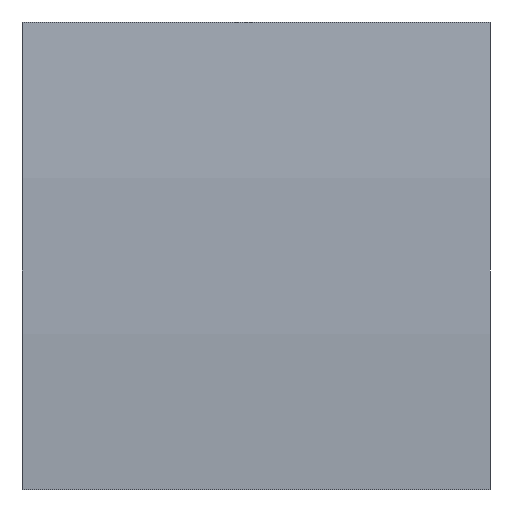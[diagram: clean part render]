
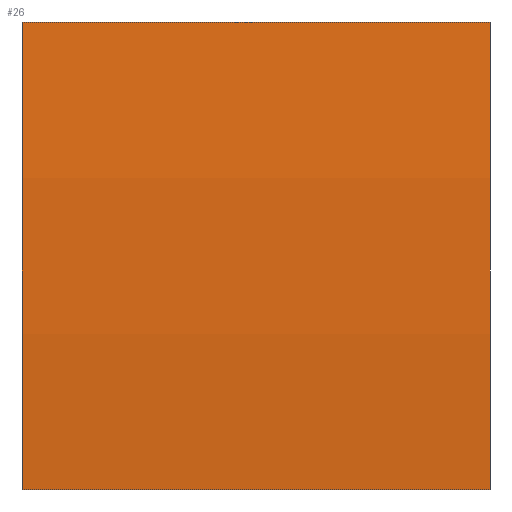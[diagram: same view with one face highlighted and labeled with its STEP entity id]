
A CAD part, top view. The second image highlights one B-rep face of the part: STEP entity #26.
In plain terms, the highlighted free-form (B-spline) face has degree [3, 1] with [6, 2] control points.
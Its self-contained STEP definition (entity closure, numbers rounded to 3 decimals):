
#3 = DIRECTION ( 'NONE',  ( 1., 0., 0. ) ) ;
#4 = CARTESIAN_POINT ( 'NONE',  ( -50., -50., 0. ) ) ;
#6 = CARTESIAN_POINT ( 'NONE',  ( 50., 36.694, 1.113 ) ) ;
#7 = B_SPLINE_SURFACE_WITH_KNOTS ( 'NONE', 3, 1, ( 
 ( #25, #75 ),
 ( #59, #6 ),
 ( #60, #132 ),
 ( #32, #68 ),
 ( #117, #67 ),
 ( #18, #111 ) ),
 .UNSPECIFIED., .F., .F., .F.,
 ( 4, 1, 1, 4 ),
 ( 2, 2 ),
 ( 0., 0.4, 0.6, 1. ),
 ( 0., 1. ),
 .UNSPECIFIED. ) ;
#8 = VERTEX_POINT ( 'NONE', #39 ) ;
#12 = EDGE_CURVE ( 'NONE', #64, #8, #30, .T. ) ;
#13 = CARTESIAN_POINT ( 'NONE',  ( 50., 16.688, 2.115 ) ) ;
#14 = LINE ( 'NONE', #100, #70 ) ;
#18 = CARTESIAN_POINT ( 'NONE',  ( -50., -50., 0. ) ) ;
#21 = CARTESIAN_POINT ( 'NONE',  ( 50., -16.688, 2.115 ) ) ;
#25 = CARTESIAN_POINT ( 'NONE',  ( -50., 50., 0. ) ) ;
#26 = ADVANCED_FACE ( 'NONE', ( #104 ), #7, .T. ) ;
#27 = EDGE_CURVE ( 'NONE', #95, #119, #41, .T. ) ;
#30 = B_SPLINE_CURVE_WITH_KNOTS ( 'NONE', 3,
 ( #114, #126, #13, #21, #94, #130 ),
 .UNSPECIFIED., .F., .F.,
 ( 4, 1, 1, 4 ),
 ( 0., 0.4, 0.6, 1. ),
 .UNSPECIFIED. ) ;
#32 = CARTESIAN_POINT ( 'NONE',  ( -50., -16.688, 2.115 ) ) ;
#34 = CARTESIAN_POINT ( 'NONE',  ( -50., 16.688, 2.115 ) ) ;
#38 = ORIENTED_EDGE ( 'NONE', *, *, #127, .F. ) ;
#39 = CARTESIAN_POINT ( 'NONE',  ( 50., -50., 0. ) ) ;
#41 = B_SPLINE_CURVE_WITH_KNOTS ( 'NONE', 3,
 ( #56, #122, #34, #142, #121, #4 ),
 .UNSPECIFIED., .F., .F.,
 ( 4, 1, 1, 4 ),
 ( 0., 0.4, 0.6, 1. ),
 .UNSPECIFIED. ) ;
#43 = LINE ( 'NONE', #133, #69 ) ;
#52 = ORIENTED_EDGE ( 'NONE', *, *, #128, .T. ) ;
#56 = CARTESIAN_POINT ( 'NONE',  ( -50., 50., 0. ) ) ;
#59 = CARTESIAN_POINT ( 'NONE',  ( -50., 36.694, 1.113 ) ) ;
#60 = CARTESIAN_POINT ( 'NONE',  ( -50., 16.688, 2.115 ) ) ;
#64 = VERTEX_POINT ( 'NONE', #107 ) ;
#67 = CARTESIAN_POINT ( 'NONE',  ( 50., -36.694, 1.113 ) ) ;
#68 = CARTESIAN_POINT ( 'NONE',  ( 50., -16.688, 2.115 ) ) ;
#69 = VECTOR ( 'NONE', #89, 1000. ) ;
#70 = VECTOR ( 'NONE', #3, 1000. ) ;
#75 = CARTESIAN_POINT ( 'NONE',  ( 50., 50., 0. ) ) ;
#86 = CARTESIAN_POINT ( 'NONE',  ( -50., 50., 0. ) ) ;
#89 = DIRECTION ( 'NONE',  ( 1., 0., 0. ) ) ;
#90 = CARTESIAN_POINT ( 'NONE',  ( -50., -50., 0. ) ) ;
#94 = CARTESIAN_POINT ( 'NONE',  ( 50., -36.694, 1.113 ) ) ;
#95 = VERTEX_POINT ( 'NONE', #86 ) ;
#100 = CARTESIAN_POINT ( 'NONE',  ( 0., -50., 0. ) ) ;
#104 = FACE_OUTER_BOUND ( 'NONE', #136, .T. ) ;
#107 = CARTESIAN_POINT ( 'NONE',  ( 50., 50., 0. ) ) ;
#111 = CARTESIAN_POINT ( 'NONE',  ( 50., -50., 0. ) ) ;
#114 = CARTESIAN_POINT ( 'NONE',  ( 50., 50., 0. ) ) ;
#115 = ORIENTED_EDGE ( 'NONE', *, *, #12, .F. ) ;
#117 = CARTESIAN_POINT ( 'NONE',  ( -50., -36.694, 1.113 ) ) ;
#119 = VERTEX_POINT ( 'NONE', #90 ) ;
#121 = CARTESIAN_POINT ( 'NONE',  ( -50., -36.694, 1.113 ) ) ;
#122 = CARTESIAN_POINT ( 'NONE',  ( -50., 36.694, 1.113 ) ) ;
#125 = ORIENTED_EDGE ( 'NONE', *, *, #27, .T. ) ;
#126 = CARTESIAN_POINT ( 'NONE',  ( 50., 36.694, 1.113 ) ) ;
#127 = EDGE_CURVE ( 'NONE', #95, #64, #43, .T. ) ;
#128 = EDGE_CURVE ( 'NONE', #119, #8, #14, .T. ) ;
#130 = CARTESIAN_POINT ( 'NONE',  ( 50., -50., 0. ) ) ;
#132 = CARTESIAN_POINT ( 'NONE',  ( 50., 16.688, 2.115 ) ) ;
#133 = CARTESIAN_POINT ( 'NONE',  ( 0., 50., 0. ) ) ;
#136 = EDGE_LOOP ( 'NONE', ( #115, #38, #125, #52 ) ) ;
#142 = CARTESIAN_POINT ( 'NONE',  ( -50., -16.688, 2.115 ) ) ;
